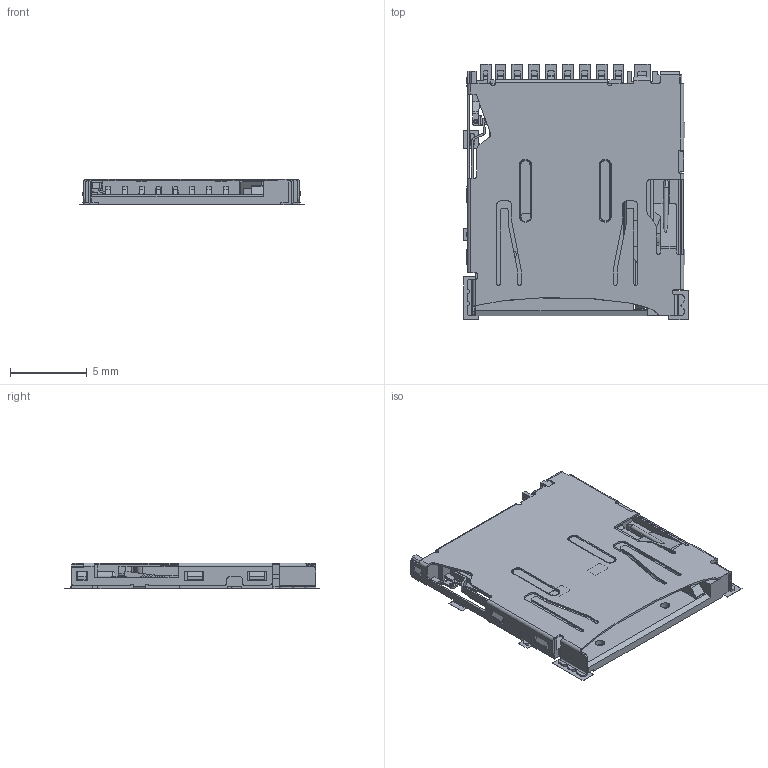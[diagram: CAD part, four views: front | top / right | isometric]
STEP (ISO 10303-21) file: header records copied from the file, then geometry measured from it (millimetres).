
FILE_DESCRIPTION (( 'STEP AP203' ), '1' );
FILE_NAME ('TF-021.STEP', '2021-06-18T08:25:58', ( '' ), ( '' ), 'SwSTEP 2.0', 'SolidWorks 2016', '' );
FILE_SCHEMA (( 'CONFIG_CONTROL_DESIGN' ));
Length unit declared in the file: millimetre
Products named in the file (1): TF-021
Bounding box: 14.65 x 16.65 x 1.69 mm (x, y, z)
Volume: 151.2 mm3; surface area: 1100.2 mm2
Topology: 1 solids, 1 shells, 1158 faces, 3314 edges, 2185 vertices
Faces by surface type: plane 728, cylinder 390, torus 36, bspline 3, sphere 1
Entity records: 38080 total; most frequent: CARTESIAN_POINT 7243, ORIENTED_EDGE 6626, DIRECTION 6257, EDGE_CURVE 3313, VECTOR 2419, LINE 2419, VERTEX_POINT 2185, AXIS2_PLACEMENT_3D 1919
